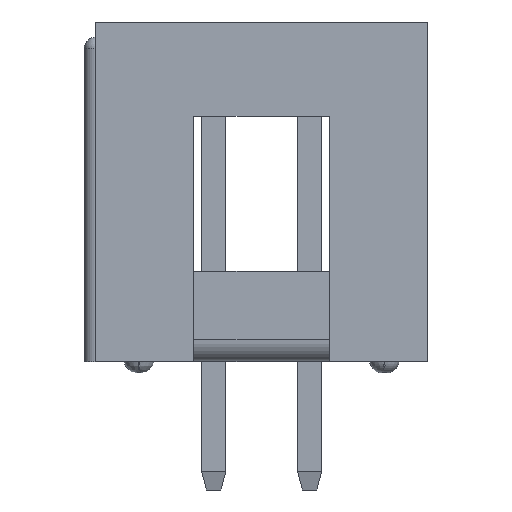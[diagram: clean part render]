
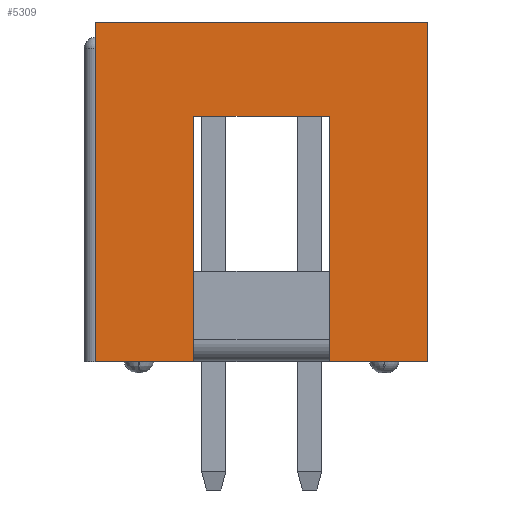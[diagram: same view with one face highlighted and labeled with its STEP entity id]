
A CAD part, left-side view. The second image highlights one B-rep face of the part: STEP entity #5309.
In plain terms, the highlighted planar face has unit normal (-1, 0, 0).
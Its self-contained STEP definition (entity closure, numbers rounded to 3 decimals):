
#2883 = VERTEX_POINT('',#2884);
#2884 = CARTESIAN_POINT('',(-14.11,-1.8,0.3));
#2890 = EDGE_CURVE('',#2883,#2891,#2893,.T.);
#2891 = VERTEX_POINT('',#2892);
#2892 = CARTESIAN_POINT('',(-14.11,-1.8,6.8));
#2893 = LINE('',#2894,#2895);
#2894 = CARTESIAN_POINT('',(-14.11,-1.8,0.3));
#2895 = VECTOR('',#2896,1.);
#2896 = DIRECTION('',(0.,0.,1.));
#2916 = EDGE_CURVE('',#2891,#2917,#2919,.T.);
#2917 = VERTEX_POINT('',#2918);
#2918 = CARTESIAN_POINT('',(-14.11,1.8,6.8));
#2919 = LINE('',#2920,#2921);
#2920 = CARTESIAN_POINT('',(-14.11,-1.8,6.8));
#2921 = VECTOR('',#2922,1.);
#2922 = DIRECTION('',(0.,1.,0.));
#2950 = EDGE_CURVE('',#2917,#2951,#2953,.T.);
#2951 = VERTEX_POINT('',#2952);
#2952 = CARTESIAN_POINT('',(-14.11,1.8,0.3));
#2953 = LINE('',#2954,#2955);
#2954 = CARTESIAN_POINT('',(-14.11,1.8,6.8));
#2955 = VECTOR('',#2956,1.);
#2956 = DIRECTION('',(0.,0.,-1.));
#3008 = VERTEX_POINT('',#3009);
#3009 = CARTESIAN_POINT('',(-14.11,-4.4,9.3));
#3015 = EDGE_CURVE('',#3016,#3008,#3018,.T.);
#3016 = VERTEX_POINT('',#3017);
#3017 = CARTESIAN_POINT('',(-14.11,-4.4,0.3));
#3018 = LINE('',#3019,#3020);
#3019 = CARTESIAN_POINT('',(-14.11,-4.4,0.3));
#3020 = VECTOR('',#3021,1.);
#3021 = DIRECTION('',(0.,0.,1.));
#3083 = VERTEX_POINT('',#3084);
#3084 = CARTESIAN_POINT('',(-14.11,4.4,9.3));
#3090 = EDGE_CURVE('',#3083,#3008,#3091,.T.);
#3091 = LINE('',#3092,#3093);
#3092 = CARTESIAN_POINT('',(-14.11,4.4,9.3));
#3093 = VECTOR('',#3094,1.);
#3094 = DIRECTION('',(0.,-1.,0.));
#4584 = EDGE_CURVE('',#4585,#2951,#4587,.T.);
#4585 = VERTEX_POINT('',#4586);
#4586 = CARTESIAN_POINT('',(-14.11,4.4,0.3));
#4587 = LINE('',#4588,#4589);
#4588 = CARTESIAN_POINT('',(-14.11,4.4,0.3));
#4589 = VECTOR('',#4590,1.);
#4590 = DIRECTION('',(0.,-1.,0.));
#4667 = EDGE_CURVE('',#2883,#3016,#4668,.T.);
#4668 = LINE('',#4669,#4670);
#4669 = CARTESIAN_POINT('',(-14.11,-1.8,0.3));
#4670 = VECTOR('',#4671,1.);
#4671 = DIRECTION('',(0.,-1.,0.));
#5309 = ADVANCED_FACE('',(#5310),#5325,.T.);
#5310 = FACE_BOUND('',#5311,.T.);
#5311 = EDGE_LOOP('',(#5312,#5313,#5314,#5315,#5316,#5317,#5318,#5324));
#5312 = ORIENTED_EDGE('',*,*,#2950,.F.);
#5313 = ORIENTED_EDGE('',*,*,#2916,.F.);
#5314 = ORIENTED_EDGE('',*,*,#2890,.F.);
#5315 = ORIENTED_EDGE('',*,*,#4667,.T.);
#5316 = ORIENTED_EDGE('',*,*,#3015,.T.);
#5317 = ORIENTED_EDGE('',*,*,#3090,.F.);
#5318 = ORIENTED_EDGE('',*,*,#5319,.F.);
#5319 = EDGE_CURVE('',#4585,#3083,#5320,.T.);
#5320 = LINE('',#5321,#5322);
#5321 = CARTESIAN_POINT('',(-14.11,4.4,0.3));
#5322 = VECTOR('',#5323,1.);
#5323 = DIRECTION('',(0.,0.,1.));
#5324 = ORIENTED_EDGE('',*,*,#4584,.T.);
#5325 = PLANE('',#5326);
#5326 = AXIS2_PLACEMENT_3D('',#5327,#5328,#5329);
#5327 = CARTESIAN_POINT('',(-14.11,4.4,0.3));
#5328 = DIRECTION('',(-1.,0.,0.));
#5329 = DIRECTION('',(0.,-1.,0.));
